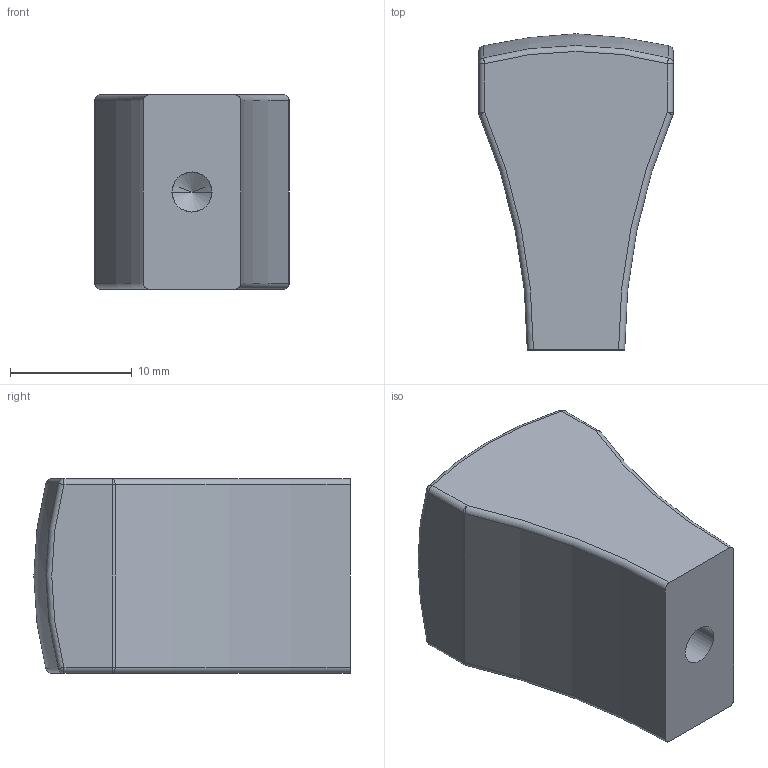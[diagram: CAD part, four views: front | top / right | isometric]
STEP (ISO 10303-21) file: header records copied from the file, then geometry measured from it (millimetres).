
FILE_DESCRIPTION(('Creo Elements/Direct Modeling STEP Export'),'2;1');
FILE_NAME('1499-16.stp','2017-11-13T 9:54:03',(''),(''),'Creo Elements/Direct Modeling STEP processor for AP214 (Solid Model)','Creo Elements/Direct Modeling 20.0 12-Nov-2016 (C) Parametric Technology GmbH','');
FILE_SCHEMA(('AUTOMOTIVE_DESIGN { 1 0 10303 214 1 1 1 1 }'));
Length unit declared in the file: millimetre
Products named in the file (1): 1499-16
Bounding box: 16 x 26 x 16 mm (x, y, z)
Volume: 4713.7 mm3; surface area: 1835.5 mm2
Topology: 1 solids, 1 shells, 38 faces, 87 edges, 42 vertices
Faces by surface type: cylinder 12, sphere 10, torus 8, plane 6, cone 2
Entity records: 999 total; most frequent: DIRECTION 198, CARTESIAN_POINT 152, ORIENTED_EDGE 152, AXIS2_PLACEMENT_3D 88, EDGE_CURVE 76, CIRCLE 49, VERTEX_POINT 42, EDGE_LOOP 40
